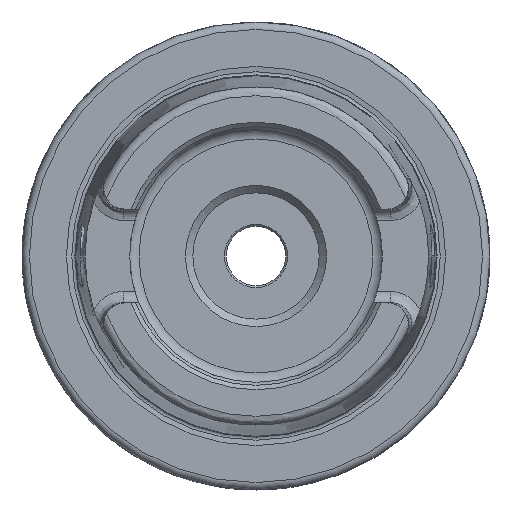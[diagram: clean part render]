
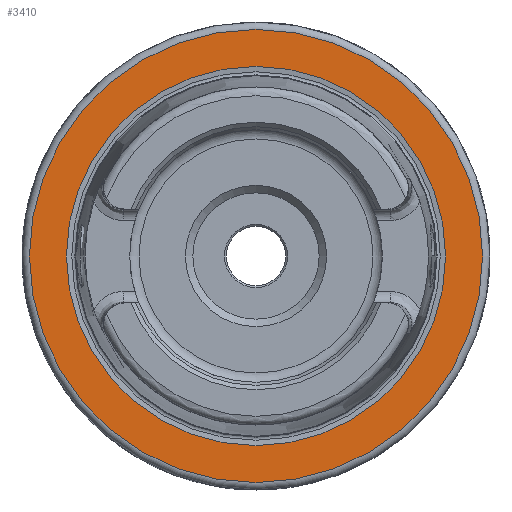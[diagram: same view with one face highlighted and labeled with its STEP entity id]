
A CAD part, left-side view. The second image highlights one B-rep face of the part: STEP entity #3410.
In plain terms, the highlighted planar face has unit normal (-1, 0, 0).
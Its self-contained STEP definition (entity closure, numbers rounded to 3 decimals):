
#87=FACE_BOUND('',#559,.T.);
#140=PLANE('',#3763);
#366=FACE_OUTER_BOUND('',#558,.T.);
#558=EDGE_LOOP('',(#2971,#2972));
#559=EDGE_LOOP('',(#2973,#2974));
#890=CIRCLE('',#3761,25.521);
#891=CIRCLE('',#3762,25.521);
#892=CIRCLE('',#3764,30.5);
#893=CIRCLE('',#3765,30.5);
#1535=VERTEX_POINT('',#7330);
#1536=VERTEX_POINT('',#7332);
#1537=VERTEX_POINT('',#7336);
#1538=VERTEX_POINT('',#7337);
#2034=EDGE_CURVE('',#1536,#1535,#890,.T.);
#2035=EDGE_CURVE('',#1535,#1536,#891,.T.);
#2036=EDGE_CURVE('',#1537,#1538,#892,.T.);
#2037=EDGE_CURVE('',#1538,#1537,#893,.T.);
#2971=ORIENTED_EDGE('',*,*,#2036,.F.);
#2972=ORIENTED_EDGE('',*,*,#2037,.F.);
#2973=ORIENTED_EDGE('',*,*,#2034,.T.);
#2974=ORIENTED_EDGE('',*,*,#2035,.T.);
#3410=ADVANCED_FACE('',(#366,#87),#140,.T.);
#3761=AXIS2_PLACEMENT_3D('',#7333,#4544,#4545);
#3762=AXIS2_PLACEMENT_3D('',#7334,#4546,#4547);
#3763=AXIS2_PLACEMENT_3D('',#7335,#4548,#4549);
#3764=AXIS2_PLACEMENT_3D('',#7338,#4550,#4551);
#3765=AXIS2_PLACEMENT_3D('',#7339,#4552,#4553);
#4544=DIRECTION('center_axis',(1.,0.,0.));
#4545=DIRECTION('ref_axis',(0.,0.,-1.));
#4546=DIRECTION('center_axis',(1.,0.,0.));
#4547=DIRECTION('ref_axis',(0.,0.,-1.));
#4548=DIRECTION('center_axis',(-1.,0.,0.));
#4549=DIRECTION('ref_axis',(0.,0.,1.));
#4550=DIRECTION('center_axis',(1.,0.,0.));
#4551=DIRECTION('ref_axis',(0.,0.,-1.));
#4552=DIRECTION('center_axis',(1.,0.,0.));
#4553=DIRECTION('ref_axis',(0.,0.,-1.));
#7330=CARTESIAN_POINT('',(0.,-25.521,0.));
#7332=CARTESIAN_POINT('',(0.,25.521,0.));
#7333=CARTESIAN_POINT('Origin',(0.,0.,
0.));
#7334=CARTESIAN_POINT('Origin',(0.,0.,
0.));
#7335=CARTESIAN_POINT('Origin',(0.,30.5,0.));
#7336=CARTESIAN_POINT('',(0.,30.5,0.));
#7337=CARTESIAN_POINT('',(0.,0.,30.5));
#7338=CARTESIAN_POINT('Origin',(0.,0.,
0.));
#7339=CARTESIAN_POINT('Origin',(0.,0.,
0.));
